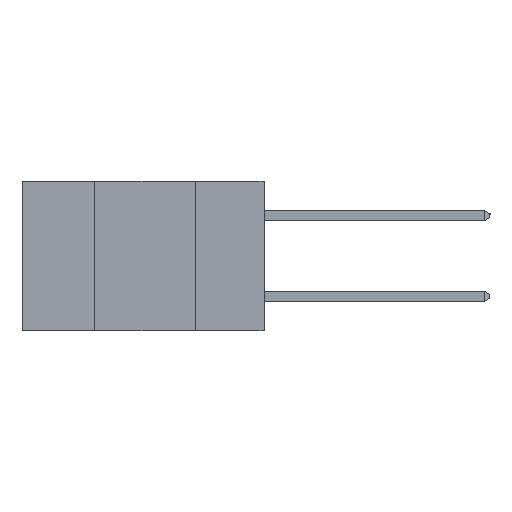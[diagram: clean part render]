
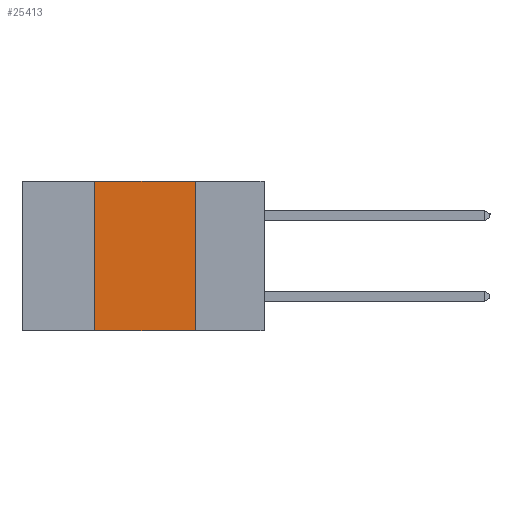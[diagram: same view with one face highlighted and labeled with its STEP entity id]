
A CAD part, left-side view. The second image highlights one B-rep face of the part: STEP entity #25413.
In plain terms, the highlighted planar face has unit normal (-1, 0, 0).
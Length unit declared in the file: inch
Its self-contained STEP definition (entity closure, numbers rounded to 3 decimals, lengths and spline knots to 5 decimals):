
#1381 = ORIENTED_EDGE ( 'NONE', *, *, #24540, .F. ) ;
#1450 = EDGE_CURVE ( 'NONE', #23934, #11970, #3945, .T. ) ;
#1861 = LINE ( 'NONE', #19526, #24069 ) ;
#2336 = VERTEX_POINT ( 'NONE', #7529 ) ;
#3095 = CARTESIAN_POINT ( 'NONE',  ( 0., 0.42, 0. ) ) ;
#3695 = DIRECTION ( 'NONE',  ( 0., 0., -1. ) ) ;
#3896 = LINE ( 'NONE', #14130, #14040 ) ;
#3945 = LINE ( 'NONE', #21343, #13727 ) ;
#5649 = LINE ( 'NONE', #13541, #11621 ) ;
#5688 = VERTEX_POINT ( 'NONE', #3095 ) ;
#5779 = DIRECTION ( 'NONE',  ( 0., -1., 0. ) ) ;
#6767 = CARTESIAN_POINT ( 'NONE',  ( 0., 0.17, -0.37 ) ) ;
#7203 = EDGE_CURVE ( 'NONE', #5688, #2336, #3896, .T. ) ;
#7529 = CARTESIAN_POINT ( 'NONE',  ( 0., 0.17, 0. ) ) ;
#7662 = FACE_OUTER_BOUND ( 'NONE', #16775, .T. ) ;
#7917 = DIRECTION ( 'NONE',  ( 1., 0., 0. ) ) ;
#10245 = DIRECTION ( 'NONE',  ( 0., -1., 0. ) ) ;
#11012 = ORIENTED_EDGE ( 'NONE', *, *, #1450, .T. ) ;
#11621 = VECTOR ( 'NONE', #3695, 39.37008 ) ;
#11970 = VERTEX_POINT ( 'NONE', #6767 ) ;
#12741 = ORIENTED_EDGE ( 'NONE', *, *, #24441, .F. ) ;
#13541 = CARTESIAN_POINT ( 'NONE',  ( 0., 0.17, -0.37 ) ) ;
#13727 = VECTOR ( 'NONE', #5779, 39.37008 ) ;
#14040 = VECTOR ( 'NONE', #10245, 39.37008 ) ;
#14130 = CARTESIAN_POINT ( 'NONE',  ( 0., 0.6, 0. ) ) ;
#14686 = ORIENTED_EDGE ( 'NONE', *, *, #7203, .F. ) ;
#15939 = CARTESIAN_POINT ( 'NONE',  ( 0., 0.6, 0. ) ) ;
#16775 = EDGE_LOOP ( 'NONE', ( #12741, #14686, #1381, #11012 ) ) ;
#19526 = CARTESIAN_POINT ( 'NONE',  ( 0., 0.42, -0.37 ) ) ;
#20271 = AXIS2_PLACEMENT_3D ( 'NONE', #15939, #7917, #23372 ) ;
#21343 = CARTESIAN_POINT ( 'NONE',  ( 0., 0.6, -0.37 ) ) ;
#21879 = DIRECTION ( 'NONE',  ( 0., 0., 1. ) ) ;
#21938 = PLANE ( 'NONE',  #20271 ) ;
#23102 = CARTESIAN_POINT ( 'NONE',  ( 0., 0.42, -0.37 ) ) ;
#23372 = DIRECTION ( 'NONE',  ( 0., 0., -1. ) ) ;
#23934 = VERTEX_POINT ( 'NONE', #23102 ) ;
#24069 = VECTOR ( 'NONE', #21879, 39.37008 ) ;
#24441 = EDGE_CURVE ( 'NONE', #2336, #11970, #5649, .T. ) ;
#24540 = EDGE_CURVE ( 'NONE', #23934, #5688, #1861, .T. ) ;
#25413 = ADVANCED_FACE ( 'NONE', ( #7662 ), #21938, .F. ) ;
